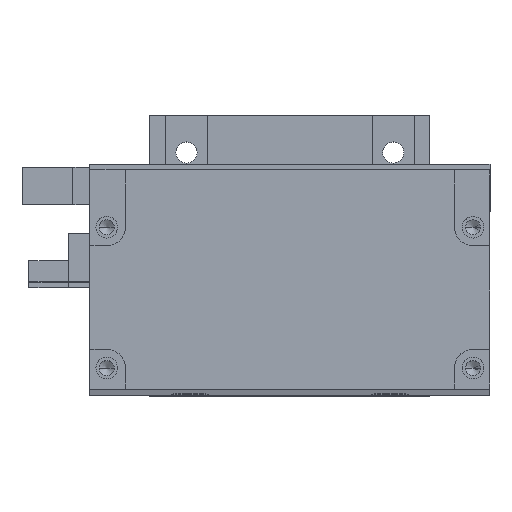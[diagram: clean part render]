
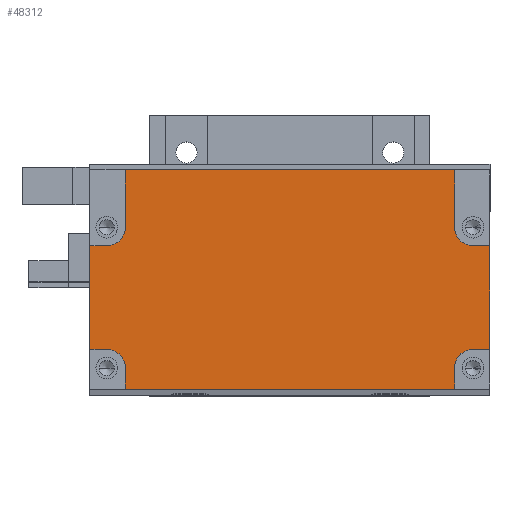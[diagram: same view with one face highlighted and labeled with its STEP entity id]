
A CAD part, top view. The second image highlights one B-rep face of the part: STEP entity #48312.
In plain terms, the highlighted planar face has unit normal (0, 0, 1).
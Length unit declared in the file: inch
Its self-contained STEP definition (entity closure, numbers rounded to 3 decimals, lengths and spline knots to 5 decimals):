
#135 = ORIENTED_EDGE ( 'NONE', *, *, #36529, .F. ) ;
#1139 = EDGE_CURVE ( 'NONE', #50499, #50349, #30951, .T. ) ;
#2220 = CARTESIAN_POINT ( 'NONE',  ( -3.01534, 1.08929, 17.78911 ) ) ;
#2304 = CARTESIAN_POINT ( 'NONE',  ( -2.80594, 1.08929, 17.78911 ) ) ;
#2490 = DIRECTION ( 'NONE',  ( 0., 0., 1. ) ) ;
#2563 = VERTEX_POINT ( 'NONE', #38546 ) ;
#2968 = CARTESIAN_POINT ( 'NONE',  ( -2.92856, 0.64239, 17.78911 ) ) ;
#3287 = DIRECTION ( 'NONE',  ( 1., 0., 0. ) ) ;
#3731 = CARTESIAN_POINT ( 'NONE',  ( -3.01534, 0.64239, 17.78911 ) ) ;
#3882 = LINE ( 'NONE', #7686, #22114 ) ;
#4029 = LINE ( 'NONE', #2220, #13164 ) ;
#5145 = CARTESIAN_POINT ( 'NONE',  ( -3.01534, 0.64239, 17.78911 ) ) ;
#5651 = DIRECTION ( 'NONE',  ( 0., 0., -1. ) ) ;
#5869 = CARTESIAN_POINT ( 'NONE',  ( -3.01534, 0.02958, 17.78911 ) ) ;
#7221 = CARTESIAN_POINT ( 'NONE',  ( -0.65334, 0.64239, 17.78911 ) ) ;
#7648 = DIRECTION ( 'NONE',  ( 0., 1., 0. ) ) ;
#7686 = CARTESIAN_POINT ( 'NONE',  ( -0.65334, 1.08929, 17.78911 ) ) ;
#7699 = ORIENTED_EDGE ( 'NONE', *, *, #29822, .F. ) ;
#8655 = VECTOR ( 'NONE', #33467, 39.37008 ) ;
#8837 = ORIENTED_EDGE ( 'NONE', *, *, #45230, .F. ) ;
#8949 = ORIENTED_EDGE ( 'NONE', *, *, #47732, .F. ) ;
#9521 = EDGE_CURVE ( 'NONE', #42740, #19922, #34194, .T. ) ;
#9808 = DIRECTION ( 'NONE',  ( -1., 0., 0. ) ) ;
#9888 = LINE ( 'NONE', #48975, #8655 ) ;
#9976 = VERTEX_POINT ( 'NONE', #7221 ) ;
#10395 = CARTESIAN_POINT ( 'NONE',  ( -0.86274, -0.07902, 17.78911 ) ) ;
#10954 = EDGE_CURVE ( 'NONE', #50349, #49027, #18797, .T. ) ;
#11010 = CARTESIAN_POINT ( 'NONE',  ( -2.80594, 0.75098, 17.78911 ) ) ;
#11540 = EDGE_CURVE ( 'NONE', #19922, #9976, #25312, .T. ) ;
#11652 = EDGE_CURVE ( 'NONE', #44900, #20322, #24089, .T. ) ;
#11799 = DIRECTION ( 'NONE',  ( 1., 0., 0. ) ) ;
#13164 = VECTOR ( 'NONE', #33396, 39.37008 ) ;
#14040 = AXIS2_PLACEMENT_3D ( 'NONE', #28954, #5651, #32930 ) ;
#15657 = FACE_OUTER_BOUND ( 'NONE', #29914, .T. ) ;
#15788 = DIRECTION ( 'NONE',  ( 0., 0., 1. ) ) ;
#15929 = AXIS2_PLACEMENT_3D ( 'NONE', #39226, #15788, #43154 ) ;
#16616 = EDGE_CURVE ( 'NONE', #31392, #46622, #42258, .T. ) ;
#17293 = CARTESIAN_POINT ( 'NONE',  ( -3.01534, -0.20402, 17.78911 ) ) ;
#17487 = ORIENTED_EDGE ( 'NONE', *, *, #9521, .F. ) ;
#18748 = VECTOR ( 'NONE', #9808, 39.37008 ) ;
#18797 = LINE ( 'NONE', #26912, #38407 ) ;
#19116 = VERTEX_POINT ( 'NONE', #35324 ) ;
#19310 = LINE ( 'NONE', #49438, #49224 ) ;
#19869 = VECTOR ( 'NONE', #48781, 39.37008 ) ;
#19922 = VERTEX_POINT ( 'NONE', #30972 ) ;
#20322 = VERTEX_POINT ( 'NONE', #2304 ) ;
#21159 = VECTOR ( 'NONE', #27009, 39.37008 ) ;
#21216 = VECTOR ( 'NONE', #44652, 39.37008 ) ;
#21219 = CARTESIAN_POINT ( 'NONE',  ( -0.75334, -0.07902, 17.78911 ) ) ;
#22114 = VECTOR ( 'NONE', #46765, 39.37008 ) ;
#23067 = EDGE_CURVE ( 'NONE', #9976, #25983, #3882, .T. ) ;
#23290 = CARTESIAN_POINT ( 'NONE',  ( -2.80594, -0.07902, 17.78911 ) ) ;
#23846 = EDGE_CURVE ( 'NONE', #44510, #2563, #45289, .T. ) ;
#24089 = LINE ( 'NONE', #43216, #42551 ) ;
#24603 = ORIENTED_EDGE ( 'NONE', *, *, #23846, .F. ) ;
#25122 = DIRECTION ( 'NONE',  ( 1., 0., 0. ) ) ;
#25312 = LINE ( 'NONE', #35161, #46172 ) ;
#25497 = VERTEX_POINT ( 'NONE', #45801 ) ;
#25760 = CARTESIAN_POINT ( 'NONE',  ( -2.91534, -0.07902, 17.78911 ) ) ;
#25983 = VERTEX_POINT ( 'NONE', #41527 ) ;
#26247 = VECTOR ( 'NONE', #7648, 39.37008 ) ;
#26597 = DIRECTION ( 'NONE',  ( 0., 0., 1. ) ) ;
#26912 = CARTESIAN_POINT ( 'NONE',  ( -0.86274, 1.08929, 17.78911 ) ) ;
#27009 = DIRECTION ( 'NONE',  ( 1., 0., 0. ) ) ;
#27905 = ORIENTED_EDGE ( 'NONE', *, *, #11652, .F. ) ;
#28913 = CIRCLE ( 'NONE', #31831, 0.1094 ) ;
#28954 = CARTESIAN_POINT ( 'NONE',  ( -3.01534, 1.08929, 17.78911 ) ) ;
#29092 = LINE ( 'NONE', #5869, #18748 ) ;
#29170 = ORIENTED_EDGE ( 'NONE', *, *, #44307, .F. ) ;
#29689 = CARTESIAN_POINT ( 'NONE',  ( -0.86274, 0.75098, 17.78911 ) ) ;
#29717 = DIRECTION ( 'NONE',  ( 1., 0., 0. ) ) ;
#29822 = EDGE_CURVE ( 'NONE', #20322, #25497, #4029, .T. ) ;
#29914 = EDGE_LOOP ( 'NONE', ( #30889, #17487, #48417, #7699, #27905, #8837, #32392, #39879, #29170, #24603, #37342, #135, #39013, #30224, #8949, #50256 ) ) ;
#30224 = ORIENTED_EDGE ( 'NONE', *, *, #1139, .F. ) ;
#30889 = ORIENTED_EDGE ( 'NONE', *, *, #11540, .F. ) ;
#30894 = DIRECTION ( 'NONE',  ( 0., -1., 0. ) ) ;
#30951 = CIRCLE ( 'NONE', #48999, 0.1094 ) ;
#30972 = CARTESIAN_POINT ( 'NONE',  ( -0.74012, 0.64239, 17.78911 ) ) ;
#31392 = VERTEX_POINT ( 'NONE', #41001 ) ;
#31831 = AXIS2_PLACEMENT_3D ( 'NONE', #50014, #26597, #3287 ) ;
#32392 = ORIENTED_EDGE ( 'NONE', *, *, #32705, .F. ) ;
#32705 = EDGE_CURVE ( 'NONE', #46622, #47836, #40824, .T. ) ;
#32775 = PLANE ( 'NONE',  #14040 ) ;
#32930 = DIRECTION ( 'NONE',  ( -1., 0., 0. ) ) ;
#33396 = DIRECTION ( 'NONE',  ( 1., 0., 0. ) ) ;
#33467 = DIRECTION ( 'NONE',  ( 0., -1., 0. ) ) ;
#34194 = CIRCLE ( 'NONE', #15929, 0.1094 ) ;
#34955 = CARTESIAN_POINT ( 'NONE',  ( -3.01534, 1.08929, 17.78911 ) ) ;
#35161 = CARTESIAN_POINT ( 'NONE',  ( -3.01534, 0.64239, 17.78911 ) ) ;
#35324 = CARTESIAN_POINT ( 'NONE',  ( -2.80594, -0.20402, 17.78911 ) ) ;
#36529 = EDGE_CURVE ( 'NONE', #49027, #19116, #42107, .T. ) ;
#37342 = ORIENTED_EDGE ( 'NONE', *, *, #48392, .F. ) ;
#37830 = CARTESIAN_POINT ( 'NONE',  ( -0.86274, -0.20402, 17.78911 ) ) ;
#38407 = VECTOR ( 'NONE', #30894, 39.37008 ) ;
#38546 = CARTESIAN_POINT ( 'NONE',  ( -2.92856, 0.02958, 17.78911 ) ) ;
#39013 = ORIENTED_EDGE ( 'NONE', *, *, #10954, .F. ) ;
#39226 = CARTESIAN_POINT ( 'NONE',  ( -0.75334, 0.75098, 17.78911 ) ) ;
#39879 = ORIENTED_EDGE ( 'NONE', *, *, #16616, .F. ) ;
#40739 = LINE ( 'NONE', #44938, #19869 ) ;
#40824 = LINE ( 'NONE', #3731, #21159 ) ;
#41001 = CARTESIAN_POINT ( 'NONE',  ( -3.01534, 0.02958, 17.78911 ) ) ;
#41527 = CARTESIAN_POINT ( 'NONE',  ( -0.65334, 0.02958, 17.78911 ) ) ;
#42107 = LINE ( 'NONE', #17293, #21216 ) ;
#42258 = LINE ( 'NONE', #34955, #26247 ) ;
#42551 = VECTOR ( 'NONE', #47099, 39.37008 ) ;
#42740 = VERTEX_POINT ( 'NONE', #29689 ) ;
#43154 = DIRECTION ( 'NONE',  ( 1., 0., 0. ) ) ;
#43216 = CARTESIAN_POINT ( 'NONE',  ( -2.80594, 1.08929, 17.78911 ) ) ;
#44307 = EDGE_CURVE ( 'NONE', #2563, #31392, #19310, .T. ) ;
#44510 = VERTEX_POINT ( 'NONE', #23290 ) ;
#44652 = DIRECTION ( 'NONE',  ( -1., 0., 0. ) ) ;
#44900 = VERTEX_POINT ( 'NONE', #11010 ) ;
#44938 = CARTESIAN_POINT ( 'NONE',  ( -2.80594, 1.08929, 17.78911 ) ) ;
#45230 = EDGE_CURVE ( 'NONE', #47836, #44900, #28913, .T. ) ;
#45289 = CIRCLE ( 'NONE', #46915, 0.1094 ) ;
#45801 = CARTESIAN_POINT ( 'NONE',  ( -0.86274, 1.08929, 17.78911 ) ) ;
#45902 = DIRECTION ( 'NONE',  ( -1., 0., 0. ) ) ;
#46172 = VECTOR ( 'NONE', #11799, 39.37008 ) ;
#46622 = VERTEX_POINT ( 'NONE', #5145 ) ;
#46765 = DIRECTION ( 'NONE',  ( 0., -1., 0. ) ) ;
#46915 = AXIS2_PLACEMENT_3D ( 'NONE', #25760, #2490, #29717 ) ;
#47099 = DIRECTION ( 'NONE',  ( 0., 1., 0. ) ) ;
#47732 = EDGE_CURVE ( 'NONE', #25983, #50499, #29092, .T. ) ;
#47836 = VERTEX_POINT ( 'NONE', #2968 ) ;
#48312 = ADVANCED_FACE ( 'NONE', ( #15657 ), #32775, .F. ) ;
#48392 = EDGE_CURVE ( 'NONE', #19116, #44510, #40739, .T. ) ;
#48417 = ORIENTED_EDGE ( 'NONE', *, *, #49661, .F. ) ;
#48554 = DIRECTION ( 'NONE',  ( 0., 0., 1. ) ) ;
#48781 = DIRECTION ( 'NONE',  ( 0., 1., 0. ) ) ;
#48975 = CARTESIAN_POINT ( 'NONE',  ( -0.86274, 1.08929, 17.78911 ) ) ;
#48999 = AXIS2_PLACEMENT_3D ( 'NONE', #21219, #48554, #25122 ) ;
#49027 = VERTEX_POINT ( 'NONE', #37830 ) ;
#49224 = VECTOR ( 'NONE', #45902, 39.37008 ) ;
#49438 = CARTESIAN_POINT ( 'NONE',  ( -3.01534, 0.02958, 17.78911 ) ) ;
#49661 = EDGE_CURVE ( 'NONE', #25497, #42740, #9888, .T. ) ;
#50014 = CARTESIAN_POINT ( 'NONE',  ( -2.91534, 0.75098, 17.78911 ) ) ;
#50117 = CARTESIAN_POINT ( 'NONE',  ( -0.74012, 0.02958, 17.78911 ) ) ;
#50256 = ORIENTED_EDGE ( 'NONE', *, *, #23067, .F. ) ;
#50349 = VERTEX_POINT ( 'NONE', #10395 ) ;
#50499 = VERTEX_POINT ( 'NONE', #50117 ) ;
